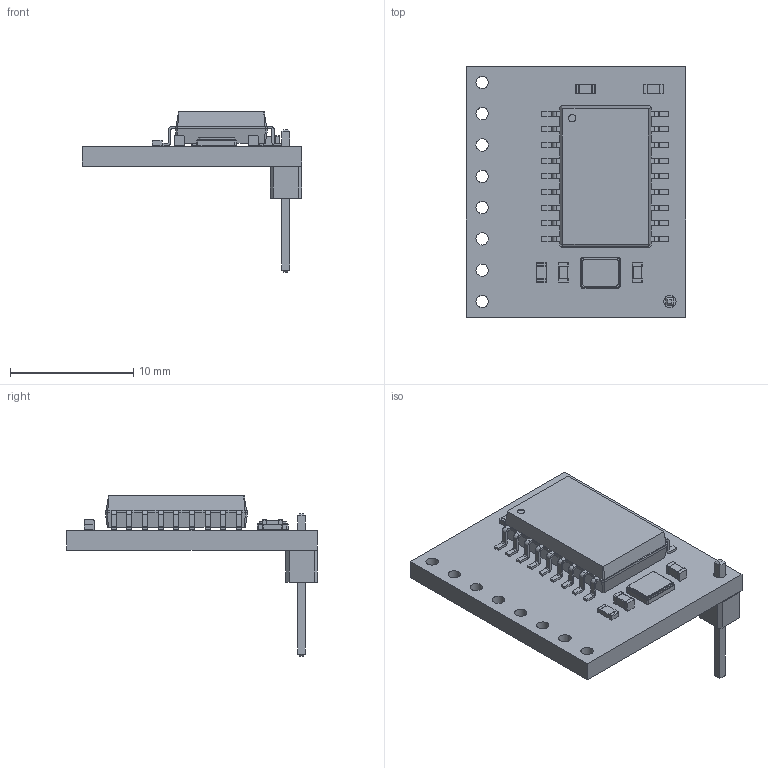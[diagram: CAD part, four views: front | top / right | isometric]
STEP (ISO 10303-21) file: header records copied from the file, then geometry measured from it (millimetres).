
FILE_DESCRIPTION(('KiCad electronic assembly'),'2;1');
FILE_NAME('17_CAN_Controller.step','2022-11-03T01:07:18',('Pcbnew'),( 'Kicad'),'Open CASCADE STEP processor 7.6','KiCad to STEP converter' ,'Unknown');
FILE_SCHEMA(('AUTOMOTIVE_DESIGN { 1 0 10303 214 1 1 1 1 }'));
Length unit declared in the file: millimetre
Products named in the file (12): 17_CAN_Controller 1; R_0603_1608Metric; SOLID; C_0603_1608Metric; Crystal_SMD_3225-4Pin_3.2x2.5mm; SOIC-18W_7.5x11.6mm_P1.27mm; PinHeader_1x01_P2.54mm_Vertical; 17_CAN_Controller PCB
Assembly tree (14 placements, depth 3):
  17_CAN_Controller 1
    R_0603_1608Metric  x2
      SOLID
    C_0603_1608Metric  x3
      SOLID
    Crystal_SMD_3225-4Pin_3.2x2.5mm
      SOLID
    SOIC-18W_7.5x11.6mm_P1.27mm
      SOLID
    PinHeader_1x01_P2.54mm_Vertical
      SOLID
    17_CAN_Controller PCB
Bounding box: 17.78 x 20.32 x 12.99 mm (x, y, z)
Volume: 808.3 mm3; surface area: 1298 mm2
Topology: 9 solids, 9 shells, 513 faces, 1340 edges, 856 vertices
Faces by surface type: bspline 498, cylinder 9, plane 6
Full cylindrical faces by diameter (mm): 1 x9
Entity records: 28234 total; most frequent: CARTESIAN_POINT 10383, B_SPLINE_CURVE_WITH_KNOTS 2847, ORIENTED_EDGE 2256, PCURVE 2256, DEFINITIONAL_REPRESENTATION 2256, EDGE_CURVE 1128, SURFACE_CURVE 1118, VERTEX_POINT 716
